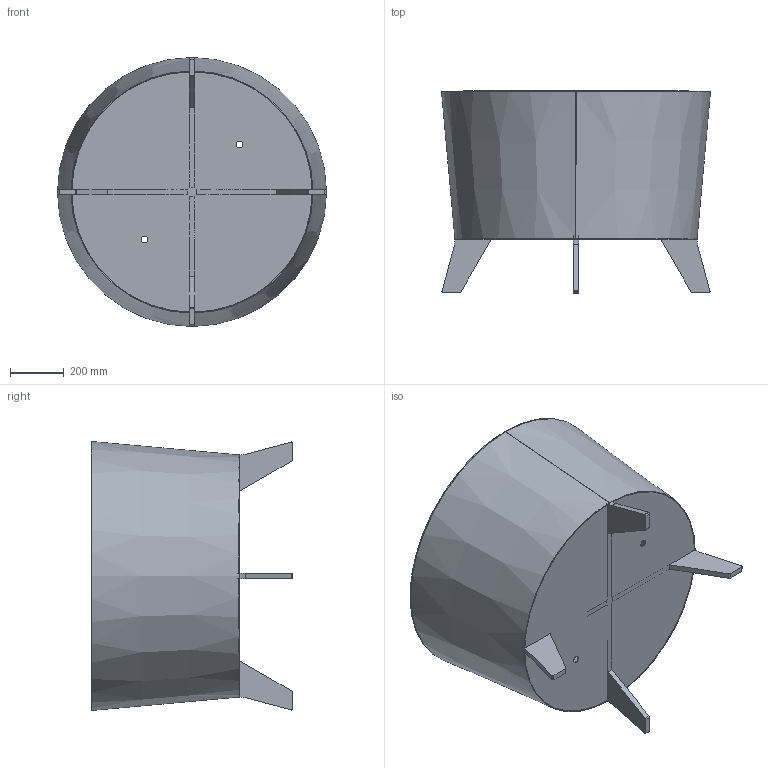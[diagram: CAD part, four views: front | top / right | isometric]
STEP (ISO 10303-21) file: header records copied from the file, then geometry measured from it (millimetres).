
FILE_DESCRIPTION (( 'STEP AP203' ), '1' );
FILE_NAME ('DUB-ADB1.STEP', '2020-02-18T12:17:25', ( '' ), ( '' ), 'SwSTEP 2.0', 'SolidWorks 2019', '' );
FILE_SCHEMA (( 'CONFIG_CONTROL_DESIGN' ));
Length unit declared in the file: millimetre
Products named in the file (6): DUB-ADB1 Wall; DUB-ADB1 Innerring; DUB-ADB1 Topring; DUB-ADB1 Foot; DUB-ADB1; DUB-ADB1 Botom
Assembly tree (11 placements, depth 2):
  DUB-ADB1
    DUB-ADB1 Topring  x2
    DUB-ADB1 Wall  x2
    DUB-ADB1 Innerring  x2
    DUB-ADB1 Botom
    DUB-ADB1 Foot  x4
Bounding box: 1000 x 750 x 1000 mm (x, y, z)
Volume: 10073186.7 mm3; surface area: 5382347 mm2
Topology: 11 solids, 11 shells, 142 faces, 360 edges, 240 vertices
Faces by surface type: plane 90, cylinder 44, cone 8
Entity records: 2696 total; most frequent: DIRECTION 352, CARTESIAN_POINT 336, ORIENTED_EDGE 312, EDGE_CURVE 156, AXIS2_PLACEMENT_3D 120, LINE 112, VECTOR 112, VERTEX_POINT 104
